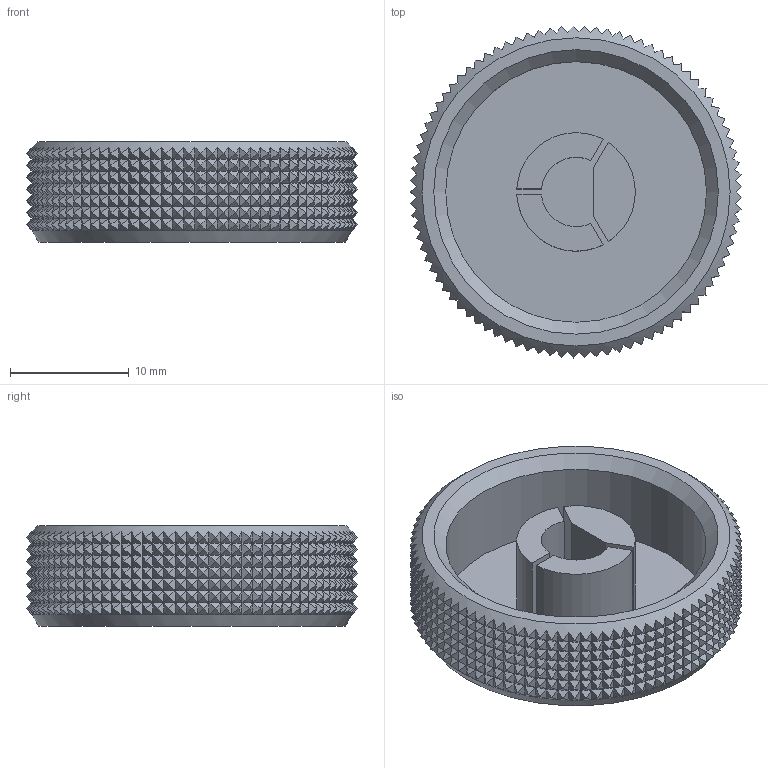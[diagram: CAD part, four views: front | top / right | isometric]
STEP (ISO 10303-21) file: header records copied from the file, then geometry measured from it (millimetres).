
FILE_DESCRIPTION(/* description */ (''),/* implementation_level */ '2;1');
FILE_NAME(/* name */ 'knob_encoder.stp',/* time_stamp */ '2024-01-02T20:54:29+01:00',/* author */ (''),/* organization */ (''),/* preprocessor_version */ 'ST-DEVELOPER v16',/* originating_system */ 'SIEMENS PLM Software NX 11.0',/* authorisation */ '');
FILE_SCHEMA (('AP203_CONFIGURATION_CONTROLLED_3D_DESIGN_OF_MECHANICAL_PARTS_AND_ASSEMBLIES_MIM_LF { 1 0 10303 403 2 1 2}'));
Products named in the file (1): knob4
Bounding box: 27.99 x 28 x 8.5 mm (x, y, z)
Volume: 2419.7 mm3; surface area: 2954.5 mm2
Topology: 1 solids, 1 shells, 2425 faces, 4407 edges, 1988 vertices
Faces by surface type: plane 1259, cone 1160, cylinder 6
Full cylindrical faces by diameter (mm): 22 x1
Entity records: 58059 total; most frequent: CARTESIAN_POINT 16291, ORIENTED_EDGE 8804, DIRECTION 8023, EDGE_CURVE 4402, AXIS2_PLACEMENT_3D 3687, B_SPLINE_CURVE_WITH_KNOTS 2492, EDGE_LOOP 2433, ADVANCED_FACE 2425
